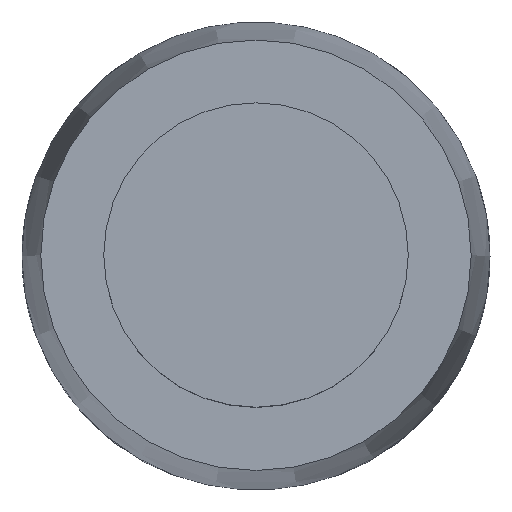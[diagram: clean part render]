
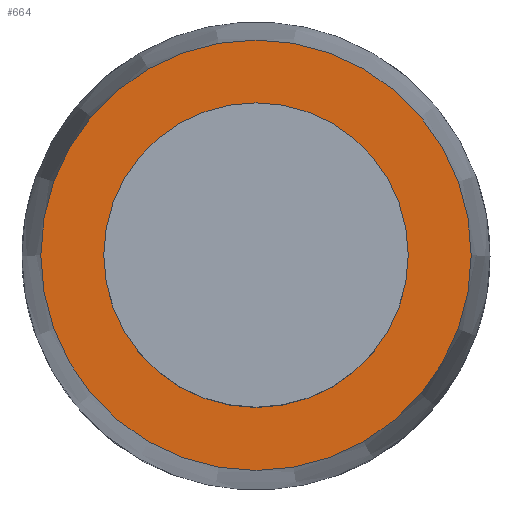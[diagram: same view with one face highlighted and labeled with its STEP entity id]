
A CAD part, top view. The second image highlights one B-rep face of the part: STEP entity #664.
In plain terms, the highlighted planar face has unit normal (0, 0, 1).
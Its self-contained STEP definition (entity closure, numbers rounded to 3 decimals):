
#45 = CONICAL_SURFACE('',#46,0.042,0.044);
#46 = AXIS2_PLACEMENT_3D('',#47,#48,#49);
#47 = CARTESIAN_POINT('',(0.,0.,0.042));
#48 = DIRECTION('',(-0.,-0.,-1.));
#49 = DIRECTION('',(1.,0.,0.));
#414 = VERTEX_POINT('',#415);
#415 = CARTESIAN_POINT('',(0.038,0.,
    0.117));
#433 = EDGE_CURVE('',#414,#414,#434,.T.);
#434 = SURFACE_CURVE('',#435,(#440,#447),.PCURVE_S1.);
#435 = CIRCLE('',#436,0.038);
#436 = AXIS2_PLACEMENT_3D('',#437,#438,#439);
#437 = CARTESIAN_POINT('',(0.,0.,0.117));
#438 = DIRECTION('',(0.,0.,1.));
#439 = DIRECTION('',(1.,0.,0.));
#440 = PCURVE('',#45,#441);
#441 = DEFINITIONAL_REPRESENTATION('',(#442),#446);
#442 = LINE('',#443,#444);
#443 = CARTESIAN_POINT('',(-0.,-0.075));
#444 = VECTOR('',#445,1.);
#445 = DIRECTION('',(-1.,-0.));
#446 = ( GEOMETRIC_REPRESENTATION_CONTEXT(2) 
PARAMETRIC_REPRESENTATION_CONTEXT() REPRESENTATION_CONTEXT('2D SPACE',''
  ) );
#447 = PCURVE('',#448,#453);
#448 = PLANE('',#449);
#449 = AXIS2_PLACEMENT_3D('',#450,#451,#452);
#450 = CARTESIAN_POINT('',(0.,0.,0.117));
#451 = DIRECTION('',(0.,0.,1.));
#452 = DIRECTION('',(1.,0.,0.));
#453 = DEFINITIONAL_REPRESENTATION('',(#454),#458);
#454 = CIRCLE('',#455,0.038);
#455 = AXIS2_PLACEMENT_2D('',#456,#457);
#456 = CARTESIAN_POINT('',(0.,0.));
#457 = DIRECTION('',(1.,0.));
#458 = ( GEOMETRIC_REPRESENTATION_CONTEXT(2) 
PARAMETRIC_REPRESENTATION_CONTEXT() REPRESENTATION_CONTEXT('2D SPACE',''
  ) );
#664 = ADVANCED_FACE('',(#665,#668),#448,.T.);
#665 = FACE_BOUND('',#666,.T.);
#666 = EDGE_LOOP('',(#667));
#667 = ORIENTED_EDGE('',*,*,#433,.T.);
#668 = FACE_BOUND('',#669,.T.);
#669 = EDGE_LOOP('',(#670));
#670 = ORIENTED_EDGE('',*,*,#671,.F.);
#671 = EDGE_CURVE('',#672,#672,#674,.T.);
#672 = VERTEX_POINT('',#673);
#673 = CARTESIAN_POINT('',(0.027,0.,
    0.117));
#674 = SURFACE_CURVE('',#675,(#680,#687),.PCURVE_S1.);
#675 = CIRCLE('',#676,0.027);
#676 = AXIS2_PLACEMENT_3D('',#677,#678,#679);
#677 = CARTESIAN_POINT('',(0.,0.,0.117));
#678 = DIRECTION('',(0.,0.,1.));
#679 = DIRECTION('',(1.,0.,0.));
#680 = PCURVE('',#448,#681);
#681 = DEFINITIONAL_REPRESENTATION('',(#682),#686);
#682 = CIRCLE('',#683,0.027);
#683 = AXIS2_PLACEMENT_2D('',#684,#685);
#684 = CARTESIAN_POINT('',(0.,0.));
#685 = DIRECTION('',(1.,0.));
#686 = ( GEOMETRIC_REPRESENTATION_CONTEXT(2) 
PARAMETRIC_REPRESENTATION_CONTEXT() REPRESENTATION_CONTEXT('2D SPACE',''
  ) );
#687 = PCURVE('',#688,#693);
#688 = CYLINDRICAL_SURFACE('',#689,0.027);
#689 = AXIS2_PLACEMENT_3D('',#690,#691,#692);
#690 = CARTESIAN_POINT('',(0.,0.,0.117));
#691 = DIRECTION('',(-0.,-0.,-1.));
#692 = DIRECTION('',(1.,0.,0.));
#693 = DEFINITIONAL_REPRESENTATION('',(#694),#698);
#694 = LINE('',#695,#696);
#695 = CARTESIAN_POINT('',(-0.,0.));
#696 = VECTOR('',#697,1.);
#697 = DIRECTION('',(-1.,0.));
#698 = ( GEOMETRIC_REPRESENTATION_CONTEXT(2) 
PARAMETRIC_REPRESENTATION_CONTEXT() REPRESENTATION_CONTEXT('2D SPACE',''
  ) );
